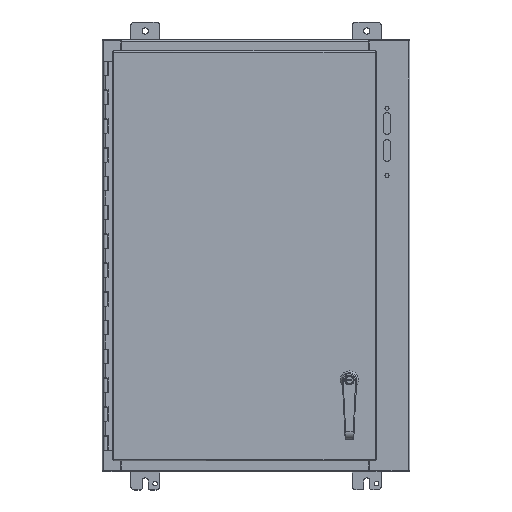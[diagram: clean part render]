
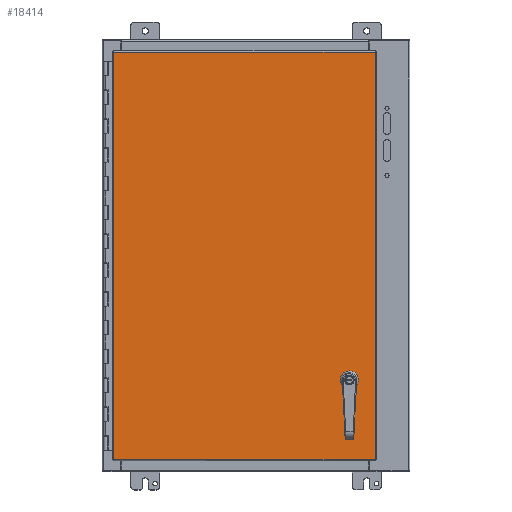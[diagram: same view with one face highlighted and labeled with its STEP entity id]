
A CAD part, top view. The second image highlights one B-rep face of the part: STEP entity #18414.
In plain terms, the highlighted planar face has unit normal (0, 0, 1).
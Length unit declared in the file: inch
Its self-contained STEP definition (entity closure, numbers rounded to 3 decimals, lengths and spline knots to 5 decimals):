
#16937=CARTESIAN_POINT('',(16.05725,5.41238,0.074));
#16938=VERTEX_POINT('',#16937);
#16945=CARTESIAN_POINT('',(16.24463,5.225,0.074));
#16946=VERTEX_POINT('',#16945);
#16947=CARTESIAN_POINT('',(16.45725,5.625,0.074));
#16948=DIRECTION('',(0.0,0.0,-1.0));
#16949=DIRECTION('',(0.883,0.469,0.0));
#16950=AXIS2_PLACEMENT_3D('',#16947,#16948,#16949);
#16951=CIRCLE('',#16950,0.453);
#16952=EDGE_CURVE('',#16946,#16938,#16951,.T.);
#16977=CARTESIAN_POINT('',(16.66987,5.225,0.074));
#16978=VERTEX_POINT('',#16977);
#16979=CARTESIAN_POINT('',(16.66987,5.225,0.074));
#16980=DIRECTION('',(-1.0,0.0,0.0));
#16981=VECTOR('',#16980,0.42525);
#16982=LINE('',#16979,#16981);
#16983=EDGE_CURVE('',#16978,#16946,#16982,.T.);
#17009=CARTESIAN_POINT('',(16.85725,5.41238,0.074));
#17010=VERTEX_POINT('',#17009);
#17011=CARTESIAN_POINT('',(16.45725,5.625,0.074));
#17012=DIRECTION('',(0.0,0.0,-1.0));
#17013=DIRECTION('',(-0.469,0.883,0.0));
#17014=AXIS2_PLACEMENT_3D('',#17011,#17012,#17013);
#17015=CIRCLE('',#17014,0.453);
#17016=EDGE_CURVE('',#17010,#16978,#17015,.T.);
#17041=CARTESIAN_POINT('',(16.85725,5.83762,0.074));
#17042=VERTEX_POINT('',#17041);
#17043=CARTESIAN_POINT('',(16.85725,5.83762,0.074));
#17044=DIRECTION('',(0.0,-1.0,0.0));
#17045=VECTOR('',#17044,0.42525);
#17046=LINE('',#17043,#17045);
#17047=EDGE_CURVE('',#17042,#17010,#17046,.T.);
#17073=CARTESIAN_POINT('',(16.66987,6.025,0.074));
#17074=VERTEX_POINT('',#17073);
#17075=CARTESIAN_POINT('',(16.45725,5.625,0.074));
#17076=DIRECTION('',(0.0,0.0,-1.0));
#17077=DIRECTION('',(-0.883,-0.469,0.0));
#17078=AXIS2_PLACEMENT_3D('',#17075,#17076,#17077);
#17079=CIRCLE('',#17078,0.453);
#17080=EDGE_CURVE('',#17074,#17042,#17079,.T.);
#17105=CARTESIAN_POINT('',(16.24463,6.025,0.074));
#17106=VERTEX_POINT('',#17105);
#17107=CARTESIAN_POINT('',(16.24463,6.025,0.074));
#17108=DIRECTION('',(1.0,0.0,0.0));
#17109=VECTOR('',#17108,0.42525);
#17110=LINE('',#17107,#17109);
#17111=EDGE_CURVE('',#17106,#17074,#17110,.T.);
#17137=CARTESIAN_POINT('',(16.05725,5.83762,0.074));
#17138=VERTEX_POINT('',#17137);
#17139=CARTESIAN_POINT('',(16.45725,5.625,0.074));
#17140=DIRECTION('',(0.0,0.0,-1.0));
#17141=DIRECTION('',(0.469,-0.883,0.0));
#17142=AXIS2_PLACEMENT_3D('',#17139,#17140,#17141);
#17143=CIRCLE('',#17142,0.453);
#17144=EDGE_CURVE('',#17138,#17106,#17143,.T.);
#17167=CARTESIAN_POINT('',(16.05725,5.41238,0.074));
#17168=DIRECTION('',(0.0,1.0,0.0));
#17169=VECTOR('',#17168,0.42525);
#17170=LINE('',#17167,#17169);
#17171=EDGE_CURVE('',#16938,#17138,#17170,.T.);
#17391=CARTESIAN_POINT('',(18.2385,28.39475,0.074));
#17392=VERTEX_POINT('',#17391);
#17403=CARTESIAN_POINT('',(18.2385,0.10525,0.074));
#17404=VERTEX_POINT('',#17403);
#17405=CARTESIAN_POINT('',(18.2385,0.10525,0.074));
#17406=DIRECTION('',(0.0,1.0,0.0));
#17407=VECTOR('',#17406,28.2895);
#17408=LINE('',#17405,#17407);
#17409=EDGE_CURVE('',#17404,#17392,#17408,.T.);
#17671=CARTESIAN_POINT('',(0.10525,28.39475,0.074));
#17672=VERTEX_POINT('',#17671);
#17683=CARTESIAN_POINT('',(18.2385,28.39475,0.074));
#17684=DIRECTION('',(-1.0,0.0,0.0));
#17685=VECTOR('',#17684,18.13325);
#17686=LINE('',#17683,#17685);
#17687=EDGE_CURVE('',#17392,#17672,#17686,.T.);
#17942=CARTESIAN_POINT('',(0.10525,0.10525,0.074));
#17943=VERTEX_POINT('',#17942);
#17954=CARTESIAN_POINT('',(0.10525,28.39475,0.074));
#17955=DIRECTION('',(0.0,-1.0,0.0));
#17956=VECTOR('',#17955,28.2895);
#17957=LINE('',#17954,#17956);
#17958=EDGE_CURVE('',#17672,#17943,#17957,.T.);
#18156=CARTESIAN_POINT('',(0.10525,0.10525,0.074));
#18157=DIRECTION('',(1.0,0.0,0.0));
#18158=VECTOR('',#18157,18.13325);
#18159=LINE('',#18156,#18158);
#18160=EDGE_CURVE('',#17943,#17404,#18159,.T.);
#18393=CARTESIAN_POINT('',(9.17187,14.25,0.074));
#18394=DIRECTION('',(0.0,0.0,1.0));
#18395=DIRECTION('',(1.0,0.0,0.0));
#18396=AXIS2_PLACEMENT_3D('',#18393,#18394,#18395);
#18397=PLANE('',#18396);
#18398=ORIENTED_EDGE('',*,*,#17409,.T.);
#18399=ORIENTED_EDGE('',*,*,#17687,.T.);
#18400=ORIENTED_EDGE('',*,*,#17958,.T.);
#18401=ORIENTED_EDGE('',*,*,#18160,.T.);
#18402=EDGE_LOOP('',(#18398,#18399,#18400,#18401));
#18403=FACE_OUTER_BOUND('',#18402,.T.);
#18404=ORIENTED_EDGE('',*,*,#16952,.T.);
#18405=ORIENTED_EDGE('',*,*,#17171,.T.);
#18406=ORIENTED_EDGE('',*,*,#17144,.T.);
#18407=ORIENTED_EDGE('',*,*,#17111,.T.);
#18408=ORIENTED_EDGE('',*,*,#17080,.T.);
#18409=ORIENTED_EDGE('',*,*,#17047,.T.);
#18410=ORIENTED_EDGE('',*,*,#17016,.T.);
#18411=ORIENTED_EDGE('',*,*,#16983,.T.);
#18412=EDGE_LOOP('',(#18404,#18405,#18406,#18407,#18408,#18409,#18410,#18411));
#18413=FACE_BOUND('',#18412,.T.);
#18414=ADVANCED_FACE('',(#18403,#18413),#18397,.T.);
